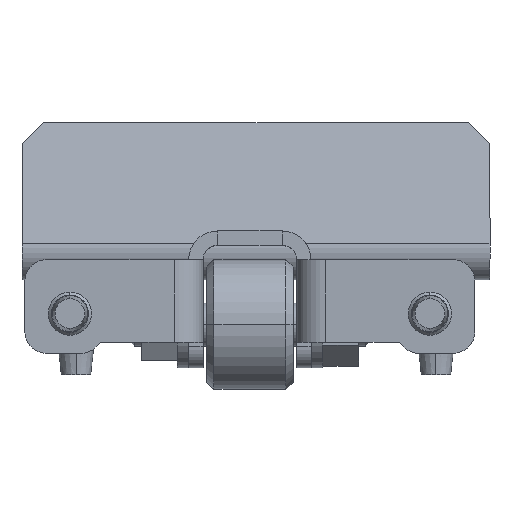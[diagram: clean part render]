
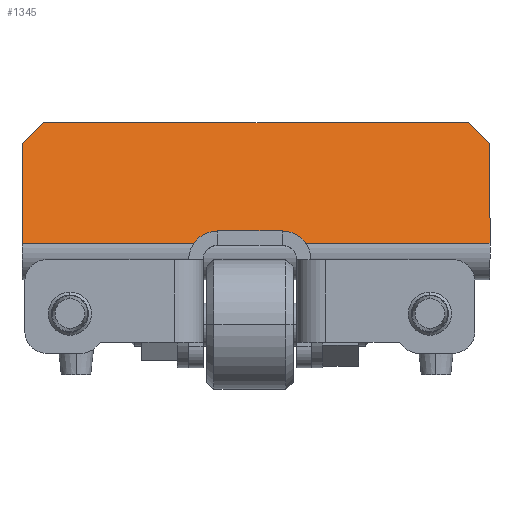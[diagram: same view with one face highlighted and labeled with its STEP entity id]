
A CAD part, top view. The second image highlights one B-rep face of the part: STEP entity #1345.
In plain terms, the highlighted face is planar.
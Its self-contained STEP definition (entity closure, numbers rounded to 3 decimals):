
#131 = CARTESIAN_POINT ( 'NONE',  ( 0.518, -9.379, 65. ) ) ;
#182 = ORIENTED_EDGE ( 'NONE', *, *, #1835, .T. ) ;
#247 = CARTESIAN_POINT ( 'NONE',  ( 3.035, -8.704, 65. ) ) ;
#384 = CARTESIAN_POINT ( 'NONE',  ( 16.938, -4.979, 0. ) ) ;
#395 = DIRECTION ( 'NONE',  ( 0., 0., -1. ) ) ;
#413 = LINE ( 'NONE', #3990, #569 ) ;
#569 = VECTOR ( 'NONE', #1120, 1000. ) ;
#606 = ORIENTED_EDGE ( 'NONE', *, *, #2160, .T. ) ;
#688 = DIRECTION ( 'NONE',  ( 0.966, 0.259, 0. ) ) ;
#814 = CARTESIAN_POINT ( 'NONE',  ( 0.518, -9.379, 65. ) ) ;
#1015 = DIRECTION ( 'NONE',  ( 0.966, 0.259, 0. ) ) ;
#1042 = VERTEX_POINT ( 'NONE', #4411 ) ;
#1095 = ORIENTED_EDGE ( 'NONE', *, *, #2116, .F. ) ;
#1120 = DIRECTION ( 'NONE',  ( 0.683, 0.183, 0.707 ) ) ;
#1149 = VECTOR ( 'NONE', #395, 1000. ) ;
#1322 = EDGE_CURVE ( 'NONE', #2104, #1042, #4355, .T. ) ;
#1345 = ADVANCED_FACE ( 'NONE', ( #3105 ), #5974, .F. ) ;
#1649 = CARTESIAN_POINT ( 'NONE',  ( 19.836, -4.203, 62. ) ) ;
#1835 = EDGE_CURVE ( 'NONE', #3937, #4672, #413, .T. ) ;
#1912 = VERTEX_POINT ( 'NONE', #247 ) ;
#1958 = ORIENTED_EDGE ( 'NONE', *, *, #3463, .F. ) ;
#2094 = AXIS2_PLACEMENT_3D ( 'NONE', #814, #5992, #2761 ) ;
#2104 = VERTEX_POINT ( 'NONE', #1649 ) ;
#2116 = EDGE_CURVE ( 'NONE', #2104, #4672, #2142, .T. ) ;
#2142 = LINE ( 'NONE', #5003, #2673 ) ;
#2160 = EDGE_CURVE ( 'NONE', #1912, #2890, #5966, .T. ) ;
#2673 = VECTOR ( 'NONE', #5477, 1000. ) ;
#2675 = CARTESIAN_POINT ( 'NONE',  ( 3.035, -8.704, 65. ) ) ;
#2761 = DIRECTION ( 'NONE',  ( -0.966, -0.259, 0. ) ) ;
#2805 = VECTOR ( 'NONE', #3723, 1000. ) ;
#2890 = VERTEX_POINT ( 'NONE', #5860 ) ;
#2900 = VECTOR ( 'NONE', #688, 1000. ) ;
#3105 = FACE_OUTER_BOUND ( 'NONE', #6051, .T. ) ;
#3463 = EDGE_CURVE ( 'NONE', #1912, #1042, #3545, .T. ) ;
#3545 = LINE ( 'NONE', #131, #5155 ) ;
#3577 = CARTESIAN_POINT ( 'NONE',  ( 19.836, -4.203, 62. ) ) ;
#3723 = DIRECTION ( 'NONE',  ( -0.683, -0.183, 0.707 ) ) ;
#3931 = LINE ( 'NONE', #5877, #2900 ) ;
#3937 = VERTEX_POINT ( 'NONE', #384 ) ;
#3990 = CARTESIAN_POINT ( 'NONE',  ( 16.938, -4.979, 0. ) ) ;
#4097 = ORIENTED_EDGE ( 'NONE', *, *, #5758, .T. ) ;
#4165 = CARTESIAN_POINT ( 'NONE',  ( 19.836, -4.203, 3. ) ) ;
#4355 = LINE ( 'NONE', #3577, #2805 ) ;
#4411 = CARTESIAN_POINT ( 'NONE',  ( 16.938, -4.979, 65. ) ) ;
#4672 = VERTEX_POINT ( 'NONE', #4165 ) ;
#5003 = CARTESIAN_POINT ( 'NONE',  ( 19.836, -4.203, 65. ) ) ;
#5155 = VECTOR ( 'NONE', #1015, 1000. ) ;
#5252 = ORIENTED_EDGE ( 'NONE', *, *, #1322, .T. ) ;
#5477 = DIRECTION ( 'NONE',  ( 0., 0., -1. ) ) ;
#5758 = EDGE_CURVE ( 'NONE', #2890, #3937, #3931, .T. ) ;
#5860 = CARTESIAN_POINT ( 'NONE',  ( 3.035, -8.704, 0. ) ) ;
#5877 = CARTESIAN_POINT ( 'NONE',  ( 0.518, -9.379, 0. ) ) ;
#5966 = LINE ( 'NONE', #2675, #1149 ) ;
#5974 = PLANE ( 'NONE',  #2094 ) ;
#5992 = DIRECTION ( 'NONE',  ( -0.259, 0.966, 0. ) ) ;
#6051 = EDGE_LOOP ( 'NONE', ( #4097, #182, #1095, #5252, #1958, #606 ) ) ;
